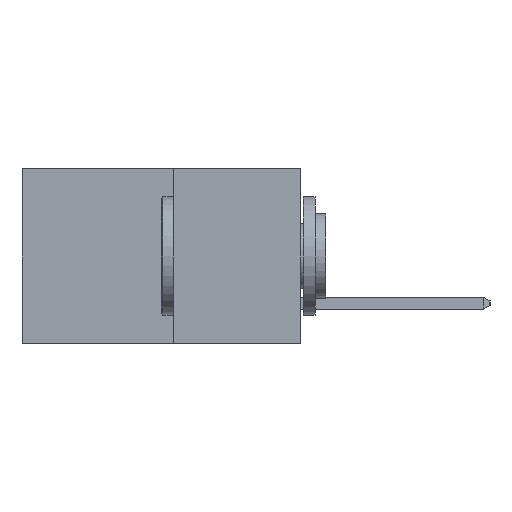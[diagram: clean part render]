
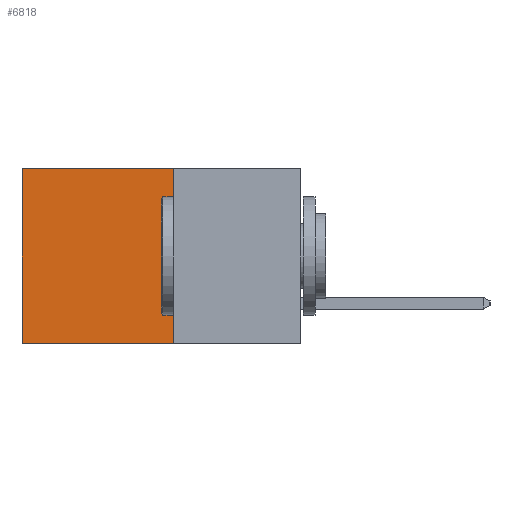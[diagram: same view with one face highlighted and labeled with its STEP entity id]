
A CAD part, left-side view. The second image highlights one B-rep face of the part: STEP entity #6818.
In plain terms, the highlighted planar face has unit normal (-1, 0, 0).
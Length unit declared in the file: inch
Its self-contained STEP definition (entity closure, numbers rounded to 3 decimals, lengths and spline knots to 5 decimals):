
#375 = CARTESIAN_POINT ( 'NONE',  ( 0.277, 0.59, 0. ) ) ;
#558 = DIRECTION ( 'NONE',  ( 0., 1., 0. ) ) ;
#954 = VECTOR ( 'NONE', #558, 39.37008 ) ;
#2030 = LINE ( 'NONE', #15444, #17882 ) ;
#2148 = DIRECTION ( 'NONE',  ( 0., 1., 0. ) ) ;
#3727 = VECTOR ( 'NONE', #16663, 39.37008 ) ;
#5124 = PLANE ( 'NONE',  #16438 ) ;
#5493 = ORIENTED_EDGE ( 'NONE', *, *, #19739, .F. ) ;
#5702 = ORIENTED_EDGE ( 'NONE', *, *, #14836, .T. ) ;
#5958 = VERTEX_POINT ( 'NONE', #375 ) ;
#6371 = CARTESIAN_POINT ( 'NONE',  ( 0.277, 0.27, -0.37 ) ) ;
#6419 = CARTESIAN_POINT ( 'NONE',  ( 0.277, 0.59, -0.37 ) ) ;
#6578 = EDGE_CURVE ( 'NONE', #5958, #16893, #20794, .T. ) ;
#6818 = ADVANCED_FACE ( 'NONE', ( #14402 ), #5124, .F. ) ;
#7220 = CARTESIAN_POINT ( 'NONE',  ( 0.277, 0.27, -0.37 ) ) ;
#8959 = CARTESIAN_POINT ( 'NONE',  ( 0.277, 0.27, -0.37 ) ) ;
#9282 = DIRECTION ( 'NONE',  ( 1., 0., 0. ) ) ;
#12584 = EDGE_LOOP ( 'NONE', ( #18102, #14419, #5493, #5702 ) ) ;
#13015 = CARTESIAN_POINT ( 'NONE',  ( 0.277, 0.59, -0.37 ) ) ;
#13476 = LINE ( 'NONE', #6371, #18289 ) ;
#14402 = FACE_OUTER_BOUND ( 'NONE', #12584, .T. ) ;
#14419 = ORIENTED_EDGE ( 'NONE', *, *, #18269, .F. ) ;
#14836 = EDGE_CURVE ( 'NONE', #14938, #5958, #17476, .T. ) ;
#14884 = VERTEX_POINT ( 'NONE', #8959 ) ;
#14938 = VERTEX_POINT ( 'NONE', #19367 ) ;
#15444 = CARTESIAN_POINT ( 'NONE',  ( 0.277, 0.27, -0.37 ) ) ;
#16438 = AXIS2_PLACEMENT_3D ( 'NONE', #7220, #9282, #23608 ) ;
#16663 = DIRECTION ( 'NONE',  ( 0., 0., -1. ) ) ;
#16893 = VERTEX_POINT ( 'NONE', #13015 ) ;
#17476 = LINE ( 'NONE', #25254, #954 ) ;
#17882 = VECTOR ( 'NONE', #25747, 39.37008 ) ;
#18102 = ORIENTED_EDGE ( 'NONE', *, *, #6578, .T. ) ;
#18269 = EDGE_CURVE ( 'NONE', #14884, #16893, #13476, .T. ) ;
#18289 = VECTOR ( 'NONE', #2148, 39.37008 ) ;
#19367 = CARTESIAN_POINT ( 'NONE',  ( 0.277, 0.27, 0. ) ) ;
#19739 = EDGE_CURVE ( 'NONE', #14938, #14884, #2030, .T. ) ;
#20794 = LINE ( 'NONE', #6419, #3727 ) ;
#23608 = DIRECTION ( 'NONE',  ( 0., 0., -1. ) ) ;
#25254 = CARTESIAN_POINT ( 'NONE',  ( 0.277, 0.27, 0. ) ) ;
#25747 = DIRECTION ( 'NONE',  ( 0., 0., -1. ) ) ;
